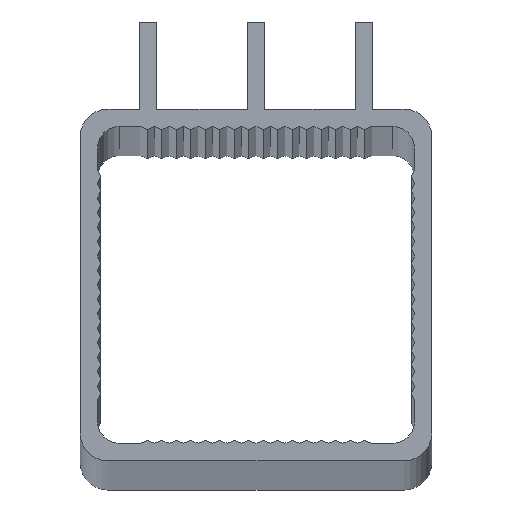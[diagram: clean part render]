
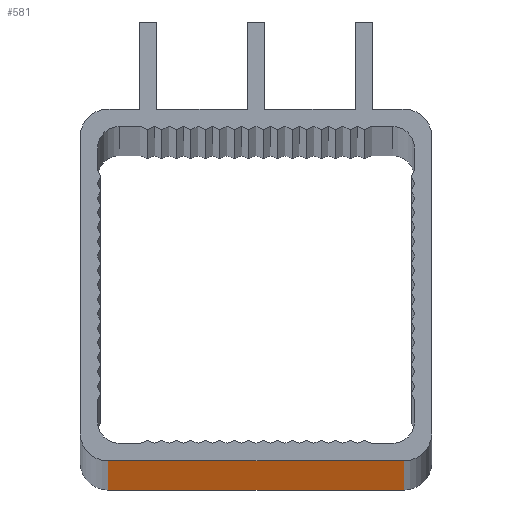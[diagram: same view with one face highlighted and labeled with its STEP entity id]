
A CAD part, top view. The second image highlights one B-rep face of the part: STEP entity #581.
In plain terms, the highlighted planar face has unit normal (0, -1, 0).
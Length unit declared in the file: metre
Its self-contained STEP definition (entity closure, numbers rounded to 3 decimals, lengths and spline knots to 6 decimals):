
#581=ADVANCED_FACE('',(#1301),#1302,.F.);
#1301=FACE_OUTER_BOUND('',#2395,.T.);
#1302=PLANE('',#2396);
#2395=EDGE_LOOP('',(#3936,#3937,#3938,#3939));
#2396=AXIS2_PLACEMENT_3D('',#3940,#3941,#3942);
#3936=ORIENTED_EDGE('',*,*,#5424,.T.);
#3937=ORIENTED_EDGE('',*,*,#5229,.F.);
#3938=ORIENTED_EDGE('',*,*,#5273,.F.);
#3939=ORIENTED_EDGE('',*,*,#5425,.T.);
#3940=CARTESIAN_POINT('',(0.291657,0.119379,0.0));
#3941=DIRECTION('',(0.0,1.0,0.0));
#3942=DIRECTION('',(0.0,0.0,1.0));
#5229=EDGE_CURVE('',#5991,#5986,#5993,.T.);
#5273=EDGE_CURVE('',#6067,#5991,#6069,.T.);
#5424=EDGE_CURVE('',#6318,#5986,#6319,.T.);
#5425=EDGE_CURVE('',#6067,#6318,#6320,.T.);
#5986=VERTEX_POINT('',#7073);
#5991=VERTEX_POINT('',#7079);
#5993=LINE('',#7081,#7082);
#6067=VERTEX_POINT('',#7188);
#6069=LINE('',#7190,#7191);
#6318=VERTEX_POINT('',#7574);
#6319=LINE('',#7575,#7576);
#6320=LINE('',#7577,#7578);
#7073=CARTESIAN_POINT('',(0.291657,0.119379,1.2192));
#7079=CARTESIAN_POINT('',(0.291657,0.119379,0.0));
#7081=CARTESIAN_POINT('',(0.291657,0.119379,0.0));
#7082=VECTOR('',#8232,1.0);
#7188=CARTESIAN_POINT('',(0.313247,0.119379,0.0));
#7190=CARTESIAN_POINT('',(0.291657,0.119379,0.0));
#7191=VECTOR('',#8277,1.0);
#7574=CARTESIAN_POINT('',(0.313247,0.119379,1.2192));
#7575=CARTESIAN_POINT('',(0.291657,0.119379,1.2192));
#7576=VECTOR('',#8421,1.0);
#7577=CARTESIAN_POINT('',(0.313247,0.119379,0.0));
#7578=VECTOR('',#8422,1.0);
#8232=DIRECTION('',(0.0,0.0,1.0));
#8277=DIRECTION('',(-1.0,0.0,0.0));
#8421=DIRECTION('',(-1.0,0.0,0.0));
#8422=DIRECTION('',(0.0,0.0,1.0));
